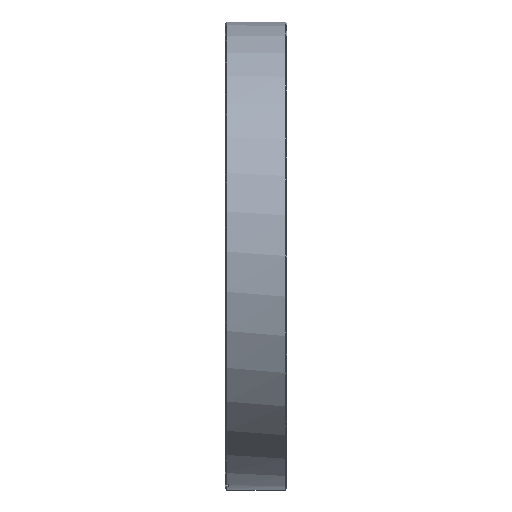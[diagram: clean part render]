
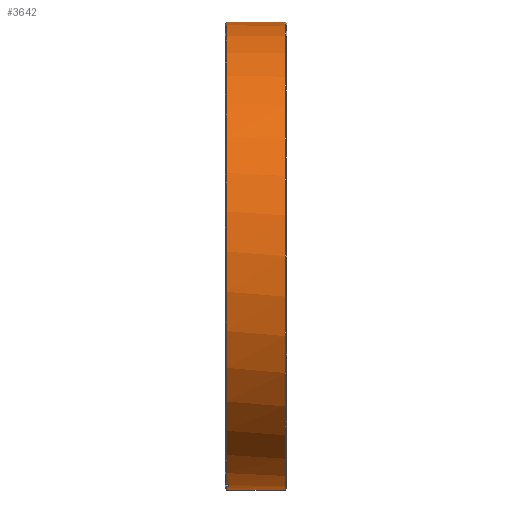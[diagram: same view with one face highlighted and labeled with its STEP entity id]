
A CAD part, left-side view. The second image highlights one B-rep face of the part: STEP entity #3642.
In plain terms, the highlighted cylindrical face has radius 75.8 mm (diameter 151.6 mm), a partial arc.
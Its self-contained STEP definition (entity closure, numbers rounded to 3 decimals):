
#33 = DIRECTION ( 'NONE',  ( 0., -1., 0. ) ) ;
#61 = VERTEX_POINT ( 'NONE', #667 ) ;
#98 = ORIENTED_EDGE ( 'NONE', *, *, #3404, .F. ) ;
#154 = VECTOR ( 'NONE', #4944, 1000. ) ;
#169 = EDGE_CURVE ( 'NONE', #4788, #2256, #2926, .T. ) ;
#187 = LINE ( 'NONE', #2824, #3225 ) ;
#221 = AXIS2_PLACEMENT_3D ( 'NONE', #1370, #4144, #1760 ) ;
#306 = CARTESIAN_POINT ( 'NONE',  ( 0., -1., 0. ) ) ;
#391 = CARTESIAN_POINT ( 'NONE',  ( 0., 19.776, 0. ) ) ;
#443 = DIRECTION ( 'NONE',  ( 0., 1., 0. ) ) ;
#667 = CARTESIAN_POINT ( 'NONE',  ( -13.806, -1., -74.532 ) ) ;
#722 = DIRECTION ( 'NONE',  ( 0., 0., 1. ) ) ;
#737 = VERTEX_POINT ( 'NONE', #1534 ) ;
#756 = ORIENTED_EDGE ( 'NONE', *, *, #1339, .T. ) ;
#805 = DIRECTION ( 'NONE',  ( 0., 0., 1. ) ) ;
#1183 = AXIS2_PLACEMENT_3D ( 'NONE', #306, #3078, #722 ) ;
#1246 = EDGE_CURVE ( 'NONE', #2581, #2256, #1430, .T. ) ;
#1282 = ORIENTED_EDGE ( 'NONE', *, *, #2610, .T. ) ;
#1339 = EDGE_CURVE ( 'NONE', #1934, #2443, #1721, .T. ) ;
#1370 = CARTESIAN_POINT ( 'NONE',  ( 0., -19.5, 0. ) ) ;
#1430 = LINE ( 'NONE', #4502, #4446 ) ;
#1439 = LINE ( 'NONE', #4881, #2230 ) ;
#1534 = CARTESIAN_POINT ( 'NONE',  ( -13.806, -0.4, -74.532 ) ) ;
#1701 = AXIS2_PLACEMENT_3D ( 'NONE', #2494, #4860, #2095 ) ;
#1712 = DIRECTION ( 'NONE',  ( 0., 1., 0. ) ) ;
#1721 = CIRCLE ( 'NONE', #221, 75.8 ) ;
#1760 = DIRECTION ( 'NONE',  ( 0., 0., -1. ) ) ;
#1900 = ORIENTED_EDGE ( 'NONE', *, *, #169, .T. ) ;
#1934 = VERTEX_POINT ( 'NONE', #4934 ) ;
#2095 = DIRECTION ( 'NONE',  ( 0., 0., 1. ) ) ;
#2097 = CARTESIAN_POINT ( 'NONE',  ( 0., -19.5, 75.8 ) ) ;
#2157 = CARTESIAN_POINT ( 'NONE',  ( -15.767, -1., -74.142 ) ) ;
#2230 = VECTOR ( 'NONE', #1712, 1000. ) ;
#2256 = VERTEX_POINT ( 'NONE', #3509 ) ;
#2310 = ORIENTED_EDGE ( 'NONE', *, *, #4673, .T. ) ;
#2346 = DIRECTION ( 'NONE',  ( 0., 1., 0. ) ) ;
#2391 = CARTESIAN_POINT ( 'NONE',  ( 0., -0.4, 0. ) ) ;
#2443 = VERTEX_POINT ( 'NONE', #2097 ) ;
#2491 = EDGE_LOOP ( 'NONE', ( #98, #756, #1282, #1900, #4147, #2310, #3909, #3794 ) ) ;
#2494 = CARTESIAN_POINT ( 'NONE',  ( 0., -0.4, 0. ) ) ;
#2524 = DIRECTION ( 'NONE',  ( 0., 1., 0. ) ) ;
#2581 = VERTEX_POINT ( 'NONE', #2157 ) ;
#2610 = EDGE_CURVE ( 'NONE', #2443, #4788, #3308, .T. ) ;
#2790 = DIRECTION ( 'NONE',  ( 0., 0., 1. ) ) ;
#2794 = CIRCLE ( 'NONE', #1183, 75.8 ) ;
#2824 = CARTESIAN_POINT ( 'NONE',  ( -13.806, 19.776, -74.532 ) ) ;
#2894 = EDGE_CURVE ( 'NONE', #737, #4859, #4908, .T. ) ;
#2926 = CIRCLE ( 'NONE', #1701, 75.8 ) ;
#3078 = DIRECTION ( 'NONE',  ( 0., -1., 0. ) ) ;
#3225 = VECTOR ( 'NONE', #443, 1000. ) ;
#3273 = AXIS2_PLACEMENT_3D ( 'NONE', #391, #2346, #805 ) ;
#3308 = LINE ( 'NONE', #4521, #154 ) ;
#3404 = EDGE_CURVE ( 'NONE', #1934, #4859, #1439, .T. ) ;
#3509 = CARTESIAN_POINT ( 'NONE',  ( -15.767, -0.4, -74.142 ) ) ;
#3642 = ADVANCED_FACE ( 'NONE', ( #3837 ), #4632, .T. ) ;
#3786 = EDGE_CURVE ( 'NONE', #61, #737, #187, .T. ) ;
#3794 = ORIENTED_EDGE ( 'NONE', *, *, #2894, .T. ) ;
#3837 = FACE_OUTER_BOUND ( 'NONE', #2491, .T. ) ;
#3901 = CARTESIAN_POINT ( 'NONE',  ( 0., -0.4, 75.8 ) ) ;
#3909 = ORIENTED_EDGE ( 'NONE', *, *, #3786, .T. ) ;
#3959 = CARTESIAN_POINT ( 'NONE',  ( 0., -0.4, -75.8 ) ) ;
#4144 = DIRECTION ( 'NONE',  ( 0., 1., 0. ) ) ;
#4147 = ORIENTED_EDGE ( 'NONE', *, *, #1246, .F. ) ;
#4372 = AXIS2_PLACEMENT_3D ( 'NONE', #2391, #33, #2790 ) ;
#4446 = VECTOR ( 'NONE', #2524, 1000. ) ;
#4502 = CARTESIAN_POINT ( 'NONE',  ( -15.767, 19.776, -74.142 ) ) ;
#4521 = CARTESIAN_POINT ( 'NONE',  ( 0., 19.776, 75.8 ) ) ;
#4632 = CYLINDRICAL_SURFACE ( 'NONE', #3273, 75.8 ) ;
#4673 = EDGE_CURVE ( 'NONE', #2581, #61, #2794, .T. ) ;
#4788 = VERTEX_POINT ( 'NONE', #3901 ) ;
#4859 = VERTEX_POINT ( 'NONE', #3959 ) ;
#4860 = DIRECTION ( 'NONE',  ( 0., -1., 0. ) ) ;
#4881 = CARTESIAN_POINT ( 'NONE',  ( 0., 19.776, -75.8 ) ) ;
#4908 = CIRCLE ( 'NONE', #4372, 75.8 ) ;
#4934 = CARTESIAN_POINT ( 'NONE',  ( 0., -19.5, -75.8 ) ) ;
#4944 = DIRECTION ( 'NONE',  ( 0., 1., 0. ) ) ;
